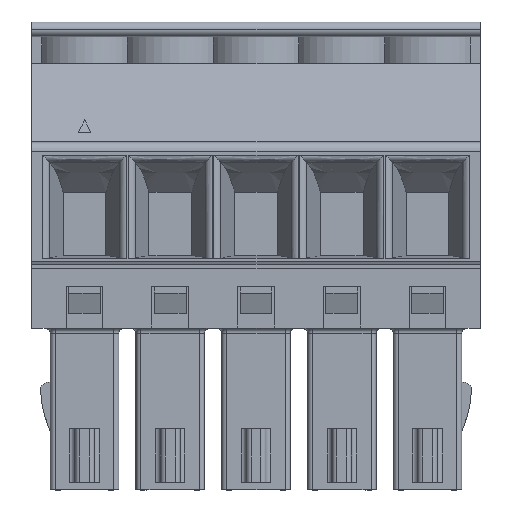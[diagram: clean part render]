
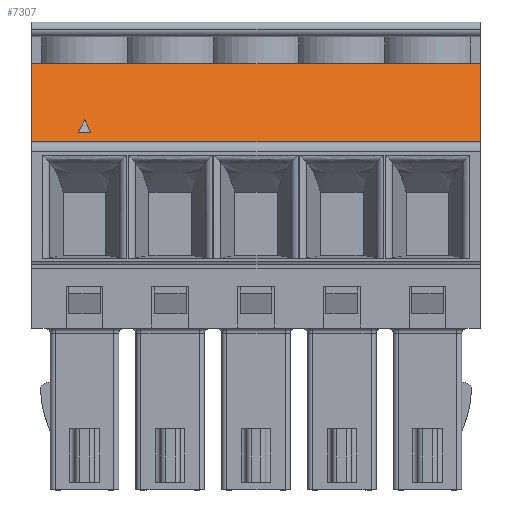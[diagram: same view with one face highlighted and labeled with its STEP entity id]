
A CAD part, top view. The second image highlights one B-rep face of the part: STEP entity #7307.
In plain terms, the highlighted planar face has unit normal (0, 0.346, 0.938).
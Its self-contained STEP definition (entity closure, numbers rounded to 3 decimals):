
#654 = VERTEX_POINT ( 'NONE', #10696 ) ;
#2586 = VECTOR ( 'NONE', #3558, 1000. ) ;
#2930 = CARTESIAN_POINT ( 'NONE',  ( 0., 17.4, 7.82 ) ) ;
#3226 = LINE ( 'NONE', #15366, #37684 ) ;
#3558 = DIRECTION ( 'NONE',  ( -0.425, 0.849, -0.313 ) ) ;
#3698 = DIRECTION ( 'NONE',  ( 0., -0.938, 0.346 ) ) ;
#4785 = CARTESIAN_POINT ( 'NONE',  ( 2.4, 14.6, 8.852 ) ) ;
#5086 = VECTOR ( 'NONE', #17332, 1000. ) ;
#5181 = LINE ( 'NONE', #30023, #5086 ) ;
#5710 = EDGE_LOOP ( 'NONE', ( #32121, #13472, #14071 ) ) ;
#6084 = VERTEX_POINT ( 'NONE', #28621 ) ;
#6506 = PLANE ( 'NONE',  #13637 ) ;
#7124 = CARTESIAN_POINT ( 'NONE',  ( 5.432, 8.536, 11.089 ) ) ;
#7307 = ADVANCED_FACE ( 'NONE', ( #30957, #33336 ), #6506, .T. ) ;
#7625 = CARTESIAN_POINT ( 'NONE',  ( 2.15, 15.1, 8.668 ) ) ;
#8373 = EDGE_CURVE ( 'NONE', #10268, #31324, #38086, .T. ) ;
#9094 = CARTESIAN_POINT ( 'NONE',  ( 18.3, 14.2, 9. ) ) ;
#10043 = LINE ( 'NONE', #25380, #22632 ) ;
#10268 = VERTEX_POINT ( 'NONE', #18791 ) ;
#10447 = VECTOR ( 'NONE', #25821, 1000. ) ;
#10696 = CARTESIAN_POINT ( 'NONE',  ( 18.3, 17.4, 7.82 ) ) ;
#10990 = ORIENTED_EDGE ( 'NONE', *, *, #27421, .T. ) ;
#11081 = VECTOR ( 'NONE', #24701, 1000. ) ;
#11319 = VECTOR ( 'NONE', #14415, 1000. ) ;
#11828 = CARTESIAN_POINT ( 'NONE',  ( 18.3, 14.6, 8.852 ) ) ;
#13080 = EDGE_CURVE ( 'NONE', #32296, #10268, #3226, .T. ) ;
#13423 = CARTESIAN_POINT ( 'NONE',  ( 0., 14.2, 9. ) ) ;
#13472 = ORIENTED_EDGE ( 'NONE', *, *, #20164, .F. ) ;
#13533 = EDGE_CURVE ( 'NONE', #32296, #654, #27321, .T. ) ;
#13637 = AXIS2_PLACEMENT_3D ( 'NONE', #9094, #33522, #3698 ) ;
#14071 = ORIENTED_EDGE ( 'NONE', *, *, #16413, .F. ) ;
#14415 = DIRECTION ( 'NONE',  ( 1., 0., 0. ) ) ;
#14663 = EDGE_LOOP ( 'NONE', ( #33366, #21607, #38398, #10990 ) ) ;
#15366 = CARTESIAN_POINT ( 'NONE',  ( 18.3, 14.2, 9. ) ) ;
#16413 = EDGE_CURVE ( 'NONE', #28002, #6084, #10043, .T. ) ;
#17332 = DIRECTION ( 'NONE',  ( -1., 0., 0. ) ) ;
#18512 = LINE ( 'NONE', #7124, #2586 ) ;
#18791 = CARTESIAN_POINT ( 'NONE',  ( 0., 14.2, 9. ) ) ;
#20164 = EDGE_CURVE ( 'NONE', #6084, #28362, #38250, .T. ) ;
#21607 = ORIENTED_EDGE ( 'NONE', *, *, #13080, .F. ) ;
#22607 = EDGE_CURVE ( 'NONE', #28362, #28002, #18512, .T. ) ;
#22632 = VECTOR ( 'NONE', #24798, 1000. ) ;
#24701 = DIRECTION ( 'NONE',  ( 0., 0.938, -0.346 ) ) ;
#24798 = DIRECTION ( 'NONE',  ( -0.425, -0.849, 0.313 ) ) ;
#25380 = CARTESIAN_POINT ( 'NONE',  ( 4.694, 20.189, 6.792 ) ) ;
#25821 = DIRECTION ( 'NONE',  ( 0., 0.938, -0.346 ) ) ;
#26218 = CARTESIAN_POINT ( 'NONE',  ( 18.3, 14.2, 9. ) ) ;
#27133 = CARTESIAN_POINT ( 'NONE',  ( 18.3, 14.2, 9. ) ) ;
#27321 = LINE ( 'NONE', #27133, #11081 ) ;
#27421 = EDGE_CURVE ( 'NONE', #654, #31324, #5181, .T. ) ;
#28002 = VERTEX_POINT ( 'NONE', #7625 ) ;
#28362 = VERTEX_POINT ( 'NONE', #4785 ) ;
#28621 = CARTESIAN_POINT ( 'NONE',  ( 1.9, 14.6, 8.852 ) ) ;
#30023 = CARTESIAN_POINT ( 'NONE',  ( 18.3, 17.4, 7.82 ) ) ;
#30957 = FACE_BOUND ( 'NONE', #5710, .T. ) ;
#31324 = VERTEX_POINT ( 'NONE', #2930 ) ;
#32121 = ORIENTED_EDGE ( 'NONE', *, *, #22607, .F. ) ;
#32296 = VERTEX_POINT ( 'NONE', #26218 ) ;
#33336 = FACE_OUTER_BOUND ( 'NONE', #14663, .T. ) ;
#33366 = ORIENTED_EDGE ( 'NONE', *, *, #8373, .F. ) ;
#33522 = DIRECTION ( 'NONE',  ( 0., 0.346, 0.938 ) ) ;
#36813 = DIRECTION ( 'NONE',  ( -1., 0., 0. ) ) ;
#37684 = VECTOR ( 'NONE', #36813, 1000. ) ;
#38086 = LINE ( 'NONE', #13423, #10447 ) ;
#38250 = LINE ( 'NONE', #11828, #11319 ) ;
#38398 = ORIENTED_EDGE ( 'NONE', *, *, #13533, .T. ) ;
